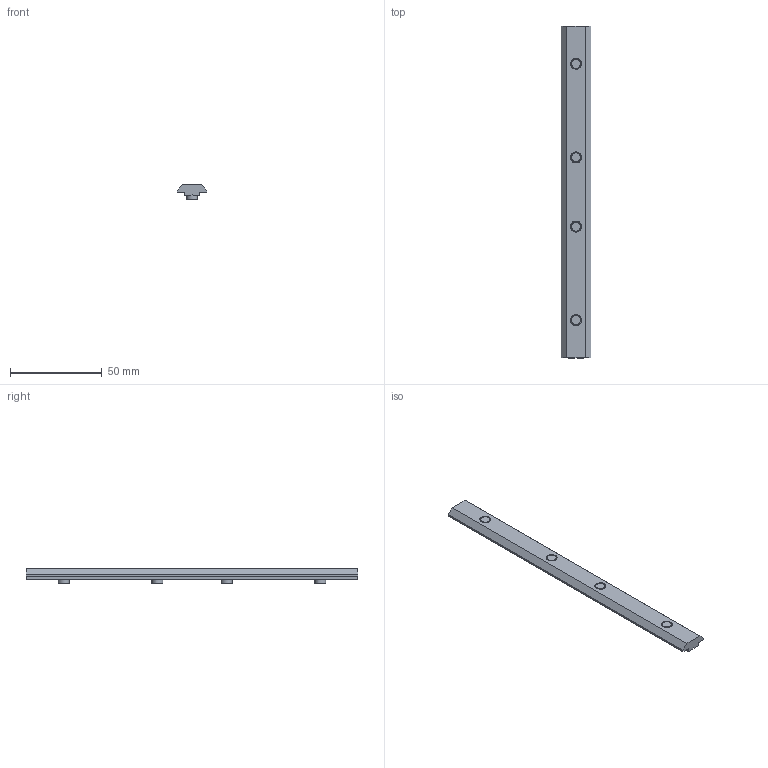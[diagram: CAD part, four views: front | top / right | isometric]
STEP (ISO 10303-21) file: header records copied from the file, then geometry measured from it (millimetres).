
FILE_DESCRIPTION((''),'2;1');
FILE_NAME('AR3086.stp','2020-12-09T08:18:53',('arma03'),(''),'Autodesk Inventor 2013','Autodesk Inventor 2013','');
FILE_SCHEMA(('AUTOMOTIVE_DESIGN { 1 0 10303 214 1 1 1 1 }'));
Length unit declared in the file: millimetre
Products named in the file (3): AR3086
Assembly tree (5 placements, depth 2):
  AR3086
    AR3086
    AR3086  x4
Bounding box: 16 x 180.6 x 8 mm (x, y, z)
Volume: 12807.8 mm3; surface area: 8741.4 mm2
Topology: 5 solids, 5 shells, 79 faces, 203 edges, 134 vertices
Faces by surface type: plane 59, cone 12, cylinder 8
Full cylindrical faces by diameter (mm): 6 x8
Entity records: 1585 total; most frequent: CARTESIAN_POINT 295, DIRECTION 255, ORIENTED_EDGE 248, EDGE_CURVE 124, AXIS2_PLACEMENT_3D 93, VERTEX_POINT 85, VECTOR 69, LINE 69
